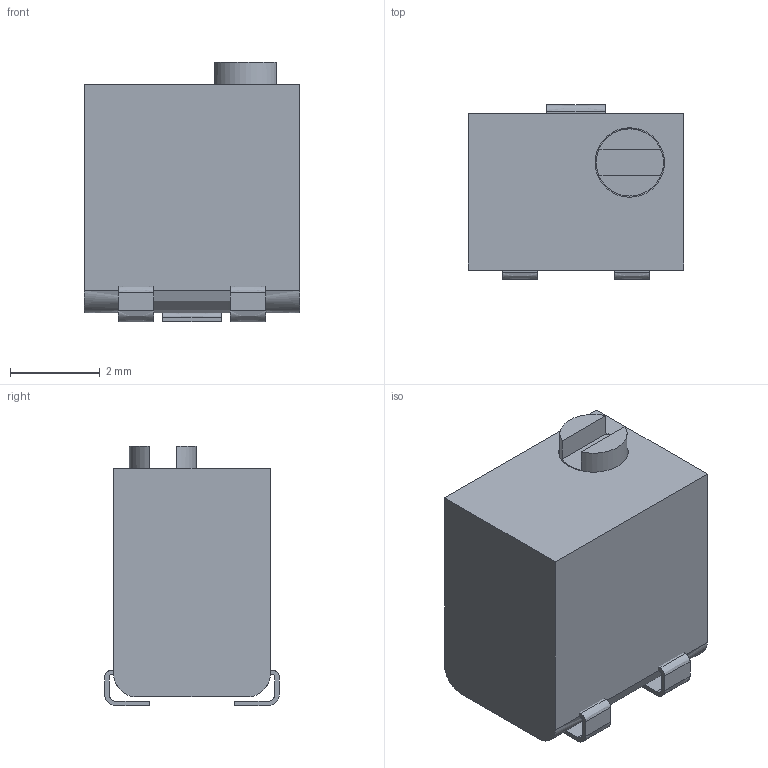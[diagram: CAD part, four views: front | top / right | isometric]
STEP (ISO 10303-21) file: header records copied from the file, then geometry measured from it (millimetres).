
FILE_DESCRIPTION(('FreeCAD Model'),'2;1');
FILE_NAME('Open CASCADE Shape Model','2022-01-26T23:09:07',('Author'),( ''),'Open CASCADE STEP processor 7.4','FreeCAD','Unknown');
FILE_SCHEMA(('AUTOMOTIVE_DESIGN { 1 0 10303 214 1 1 1 1 }'));
Length unit declared in the file: millimetre
Products named in the file (6): assembly; contact-1; contact-3; contact-2; body-3214W; adjust-screw
Assembly tree (5 placements, depth 2):
  assembly
    contact-1
    contact-3
    contact-2
    body-3214W
    adjust-screw
Bounding box: 4.8 x 3.9 x 5.8 mm (x, y, z)
Volume: 87.9 mm3; surface area: 149.8 mm2
Topology: 5 solids, 5 shells, 59 faces, 144 edges, 96 vertices
Faces by surface type: plane 43, extrusion 14, cylinder 2
Full cylindrical faces by diameter (mm): 1.5 x1, 1.55 x1
Entity records: 3823 total; most frequent: CARTESIAN_POINT 803, DIRECTION 500, VECTOR 374, LINE 360, ORIENTED_EDGE 288, PCURVE 288, DEFINITIONAL_REPRESENTATION 288, EDGE_CURVE 144
